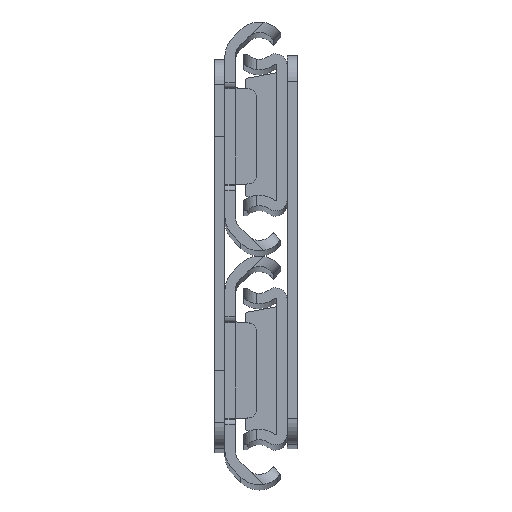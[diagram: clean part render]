
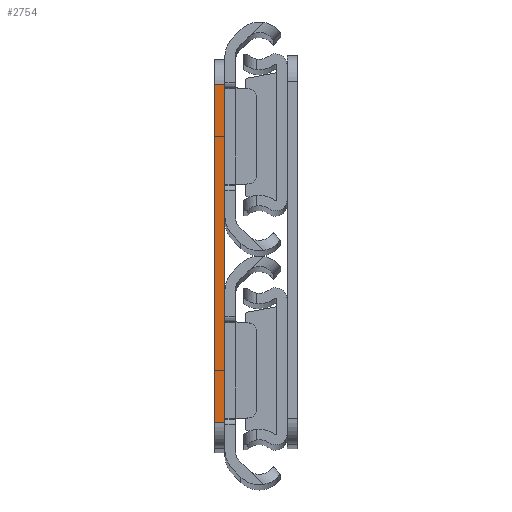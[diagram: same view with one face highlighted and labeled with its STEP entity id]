
A CAD part, top view. The second image highlights one B-rep face of the part: STEP entity #2754.
In plain terms, the highlighted planar face has unit normal (0, 0, 1).
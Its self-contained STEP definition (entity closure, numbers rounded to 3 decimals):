
#31 = CARTESIAN_POINT ( 'NONE',  ( -1.6, -26., 0. ) ) ;
#101 = ORIENTED_EDGE ( 'NONE', *, *, #1028, .F. ) ;
#257 = EDGE_CURVE ( 'NONE', #641, #2918, #2417, .T. ) ;
#641 = VERTEX_POINT ( 'NONE', #3458 ) ;
#653 = CARTESIAN_POINT ( 'NONE',  ( -1.6, 0., 0. ) ) ;
#1028 = EDGE_CURVE ( 'NONE', #4200, #2891, #5482, .T. ) ;
#1585 = DIRECTION ( 'NONE',  ( -1., 0., 0. ) ) ;
#1667 = DIRECTION ( 'NONE',  ( 1., 0., 0. ) ) ;
#1770 = DIRECTION ( 'NONE',  ( 1., 0., 0. ) ) ;
#1994 = EDGE_CURVE ( 'NONE', #2918, #2891, #3611, .T. ) ;
#2274 = DIRECTION ( 'NONE',  ( 0., 0., 1. ) ) ;
#2417 = LINE ( 'NONE', #653, #5526 ) ;
#2478 = ORIENTED_EDGE ( 'NONE', *, *, #1994, .T. ) ;
#2754 = ADVANCED_FACE ( 'NONE', ( #6560 ), #6394, .T. ) ;
#2814 = CARTESIAN_POINT ( 'NONE',  ( 0., 26., 0. ) ) ;
#2831 = CARTESIAN_POINT ( 'NONE',  ( -1.6, 0., 0. ) ) ;
#2891 = VERTEX_POINT ( 'NONE', #7281 ) ;
#2918 = VERTEX_POINT ( 'NONE', #31 ) ;
#3238 = EDGE_LOOP ( 'NONE', ( #4263, #2478, #101, #6667 ) ) ;
#3458 = CARTESIAN_POINT ( 'NONE',  ( -1.6, 26., 0. ) ) ;
#3611 = LINE ( 'NONE', #6061, #5029 ) ;
#3869 = AXIS2_PLACEMENT_3D ( 'NONE', #2831, #2274, #1667 ) ;
#4200 = VERTEX_POINT ( 'NONE', #2814 ) ;
#4263 = ORIENTED_EDGE ( 'NONE', *, *, #257, .T. ) ;
#4635 = VECTOR ( 'NONE', #6640, 1000. ) ;
#5029 = VECTOR ( 'NONE', #1770, 1000. ) ;
#5239 = LINE ( 'NONE', #7673, #5991 ) ;
#5482 = LINE ( 'NONE', #6038, #4635 ) ;
#5526 = VECTOR ( 'NONE', #6108, 1000. ) ;
#5991 = VECTOR ( 'NONE', #1585, 1000. ) ;
#6038 = CARTESIAN_POINT ( 'NONE',  ( 0., 0., 0. ) ) ;
#6061 = CARTESIAN_POINT ( 'NONE',  ( -1.6, -26., 0. ) ) ;
#6108 = DIRECTION ( 'NONE',  ( 0., -1., 0. ) ) ;
#6394 = PLANE ( 'NONE',  #3869 ) ;
#6560 = FACE_OUTER_BOUND ( 'NONE', #3238, .T. ) ;
#6640 = DIRECTION ( 'NONE',  ( 0., -1., 0. ) ) ;
#6667 = ORIENTED_EDGE ( 'NONE', *, *, #7530, .T. ) ;
#7281 = CARTESIAN_POINT ( 'NONE',  ( 0., -26., 0. ) ) ;
#7530 = EDGE_CURVE ( 'NONE', #4200, #641, #5239, .T. ) ;
#7673 = CARTESIAN_POINT ( 'NONE',  ( -1.6, 26., 0. ) ) ;
